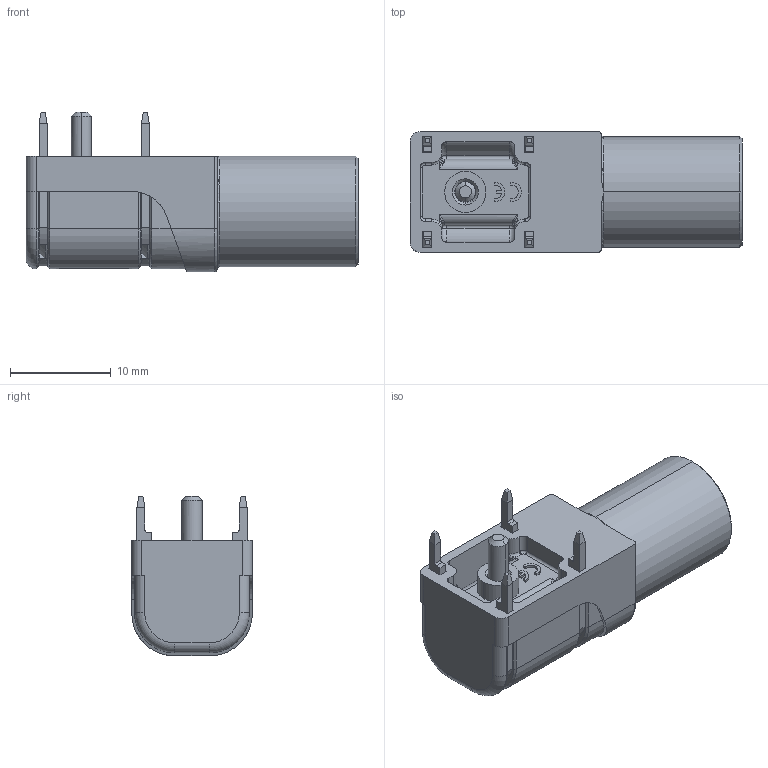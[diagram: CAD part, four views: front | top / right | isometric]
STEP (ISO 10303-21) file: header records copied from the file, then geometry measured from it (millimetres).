
FILE_DESCRIPTION((''),'2;1');
FILE_NAME('8094_ASM','2017-05-17T',('tosc'),(''),'PRO/ENGINEER BY PARAMETRIC TECHNOLOGY CORPORATION, 2015110','PRO/ENGINEER BY PARAMETRIC TECHNOLOGY CORPORATION, 2015110','');
FILE_SCHEMA(('CONFIG_CONTROL_DESIGN'));
Length unit declared in the file: millimetre
Products named in the file (1): 8094_ASM
Bounding box: 33 x 12 x 15.9 mm (x, y, z)
Surface area: 4694 mm2 (no closed solid volume)
Topology: 0 solids, 5 shells, 510 faces, 1242 edges, 747 vertices
Faces by surface type: plane 234, cylinder 143, cone 87, bspline 23, torus 19, sphere 4
Entity records: 20705 total; most frequent: CARTESIAN_POINT 5959, DIRECTION 2486, ORIENTED_EDGE 2480, EDGE_CURVE 1240, AXIS2_PLACEMENT_3D 902, VERTEX_POINT 747, VECTOR 682, LINE 682
